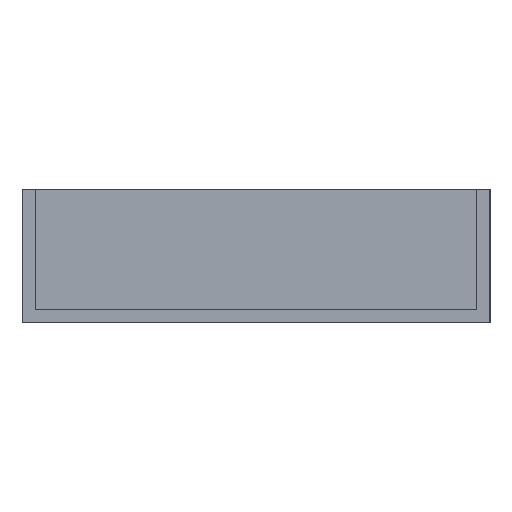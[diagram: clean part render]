
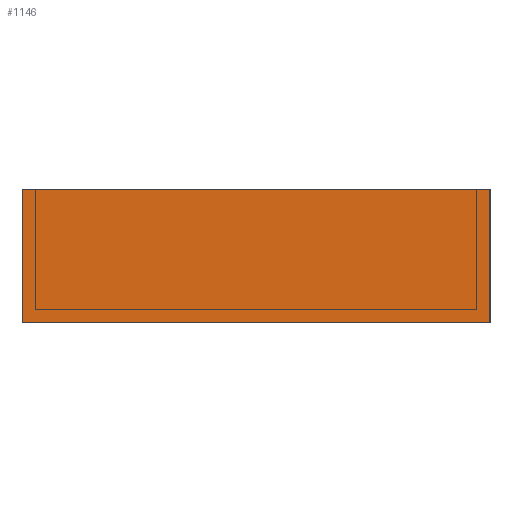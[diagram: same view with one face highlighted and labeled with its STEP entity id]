
A CAD part, left-side view. The second image highlights one B-rep face of the part: STEP entity #1146.
In plain terms, the highlighted planar face has unit normal (-1, 0, 0).
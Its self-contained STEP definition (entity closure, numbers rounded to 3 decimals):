
#787=DIRECTION('',(0.,-1.,0.));
#788=VECTOR('',#787,70.);
#789=CARTESIAN_POINT('',(-50.,70.,0.));
#790=LINE('',#789,#788);
#835=DIRECTION('',(0.,0.,-1.));
#836=VECTOR('',#835,20.);
#837=CARTESIAN_POINT('',(-50.,0.,20.));
#838=LINE('',#837,#836);
#843=DIRECTION('',(0.,-1.,0.));
#844=VECTOR('',#843,70.);
#845=CARTESIAN_POINT('',(-50.,70.,20.));
#846=LINE('',#845,#844);
#859=DIRECTION('',(0.,0.,-1.));
#860=VECTOR('',#859,20.);
#861=CARTESIAN_POINT('',(-50.,70.,20.));
#862=LINE('',#861,#860);
#1003=CARTESIAN_POINT('',(-50.,70.,20.));
#1004=CARTESIAN_POINT('',(-50.,0.,20.));
#1005=VERTEX_POINT('',#1003);
#1006=VERTEX_POINT('',#1004);
#1019=CARTESIAN_POINT('',(-50.,70.,0.));
#1020=CARTESIAN_POINT('',(-50.,0.,0.));
#1021=VERTEX_POINT('',#1019);
#1022=VERTEX_POINT('',#1020);
#1135=CARTESIAN_POINT('',(-50.,70.,20.));
#1136=DIRECTION('',(-1.,0.,0.));
#1137=DIRECTION('',(0.,-1.,0.));
#1138=AXIS2_PLACEMENT_3D('',#1135,#1136,#1137);
#1139=PLANE('',#1138);
#1140=ORIENTED_EDGE('',*,*,#1108,.T.);
#1141=ORIENTED_EDGE('',*,*,#1094,.T.);
#1142=ORIENTED_EDGE('',*,*,#1061,.F.);
#1143=ORIENTED_EDGE('',*,*,#1046,.F.);
#1144=EDGE_LOOP('',(#1140,#1141,#1142,#1143));
#1145=FACE_OUTER_BOUND('',#1144,.F.);
#1046=EDGE_CURVE('',#1005,#1021,#862,.T.);
#1061=EDGE_CURVE('',#1021,#1022,#790,.T.);
#1094=EDGE_CURVE('',#1006,#1022,#838,.T.);
#1108=EDGE_CURVE('',#1005,#1006,#846,.T.);
#1146=ADVANCED_FACE('',(#1145),#1139,.T.);
